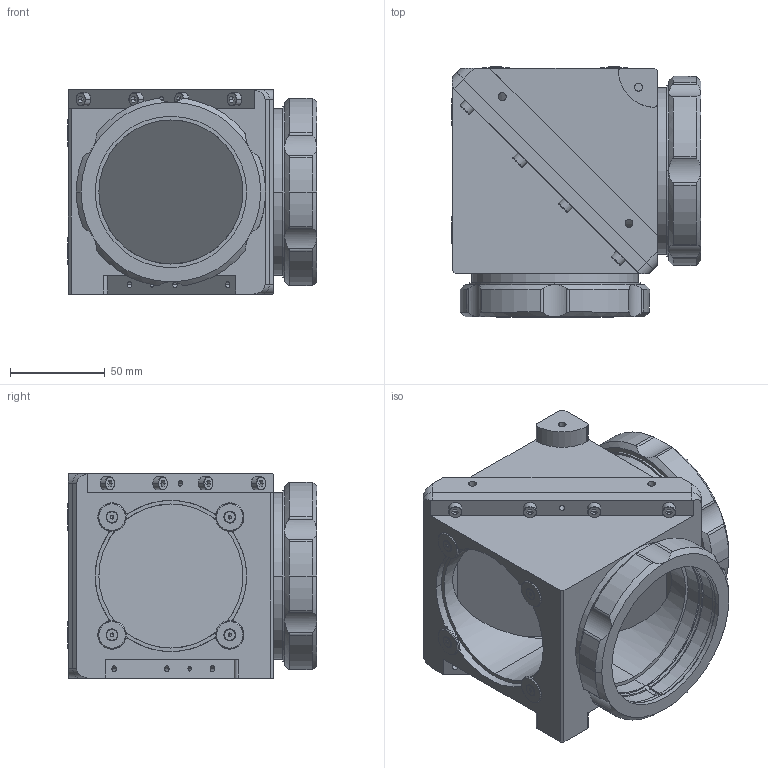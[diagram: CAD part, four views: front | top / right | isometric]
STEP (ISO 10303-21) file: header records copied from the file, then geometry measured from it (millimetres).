
FILE_DESCRIPTION (( 'STEP AP203' ), '1' );
FILE_NAME ('DP22434 -A_CMBS056.step', '2021-11-29T09:09:53', ( '' ), ( '' ), 'SwSTEP 2.0', 'SolidWorks 2021', '' );
FILE_SCHEMA (( 'CONFIG_CONTROL_DESIGN' ));
Length unit declared in the file: millimetre
Products named in the file (1): DP22434 -A_CMBS056
Bounding box: 132.01 x 132.01 x 108 mm (x, y, z)
Surface area: 169615 mm2 (no closed solid volume)
Topology: 0 solids, 52 shells, 523 faces, 1504 edges, 999 vertices
Faces by surface type: cylinder 241, plane 166, cone 100, torus 16
Entity records: 17755 total; most frequent: CARTESIAN_POINT 4033, DIRECTION 3005, ORIENTED_EDGE 2548, EDGE_CURVE 1472, AXIS2_PLACEMENT_3D 1147, VERTEX_POINT 999, VECTOR 711, LINE 711
